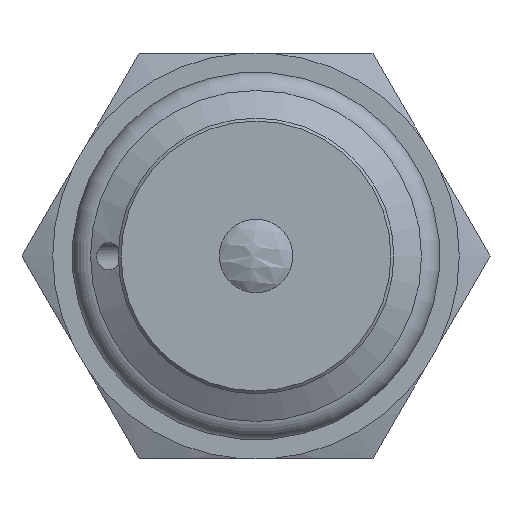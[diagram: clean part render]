
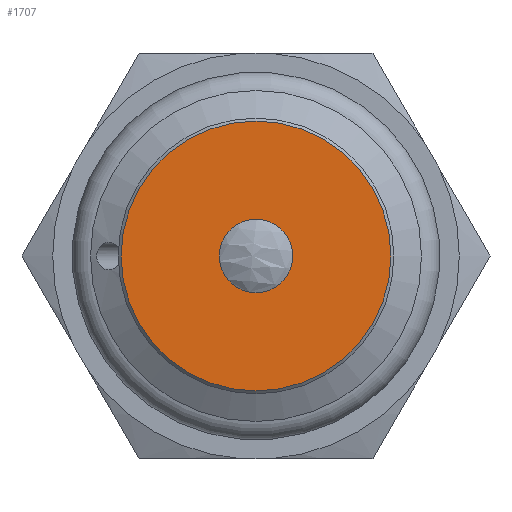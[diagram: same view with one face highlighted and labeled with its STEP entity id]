
A CAD part, left-side view. The second image highlights one B-rep face of the part: STEP entity #1707.
In plain terms, the highlighted planar face has unit normal (-1, 0, 0).
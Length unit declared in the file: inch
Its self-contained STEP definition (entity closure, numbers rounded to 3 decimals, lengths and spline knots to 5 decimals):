
#270=PLANE('',#1862);
#345=FACE_BOUND('',#615,.T.);
#464=FACE_OUTER_BOUND('',#614,.T.);
#614=EDGE_LOOP('',(#1318));
#615=EDGE_LOOP('',(#1319));
#789=CIRCLE('',#1851,0.0625);
#794=CIRCLE('',#1860,0.229);
#921=VERTEX_POINT('',#3141);
#926=VERTEX_POINT('',#3155);
#1085=EDGE_CURVE('',#921,#921,#789,.T.);
#1090=EDGE_CURVE('',#926,#926,#794,.T.);
#1318=ORIENTED_EDGE('',*,*,#1090,.F.);
#1319=ORIENTED_EDGE('',*,*,#1085,.T.);
#1707=ADVANCED_FACE('',(#464,#345),#270,.T.);
#1851=AXIS2_PLACEMENT_3D('',#3142,#2127,#2128);
#1860=AXIS2_PLACEMENT_3D('',#3156,#2145,#2146);
#1862=AXIS2_PLACEMENT_3D('',#3159,#2149,#2150);
#2127=DIRECTION('center_axis',(1.,0.,0.));
#2128=DIRECTION('ref_axis',(0.,1.,0.));
#2145=DIRECTION('center_axis',(1.,0.,0.));
#2146=DIRECTION('ref_axis',(0.,-1.,0.));
#2149=DIRECTION('center_axis',(-1.,0.,0.));
#2150=DIRECTION('ref_axis',(0.,0.,1.));
#3141=CARTESIAN_POINT('',(-0.835,-0.0625,0.));
#3142=CARTESIAN_POINT('Origin',(-0.835,0.,0.));
#3155=CARTESIAN_POINT('',(-0.835,0.229,0.));
#3156=CARTESIAN_POINT('Origin',(-0.835,0.,0.));
#3159=CARTESIAN_POINT('Origin',(-0.835,0.117,0.));
